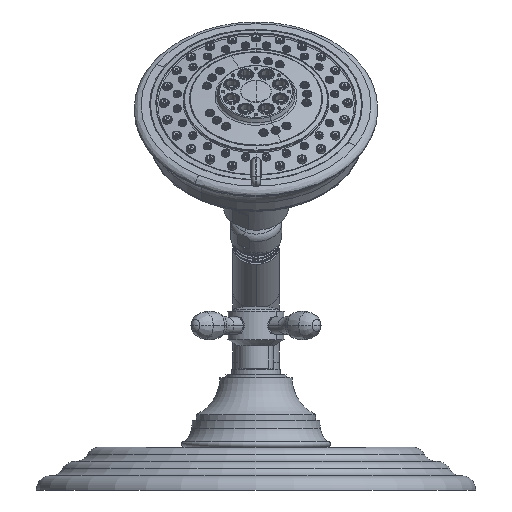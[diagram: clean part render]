
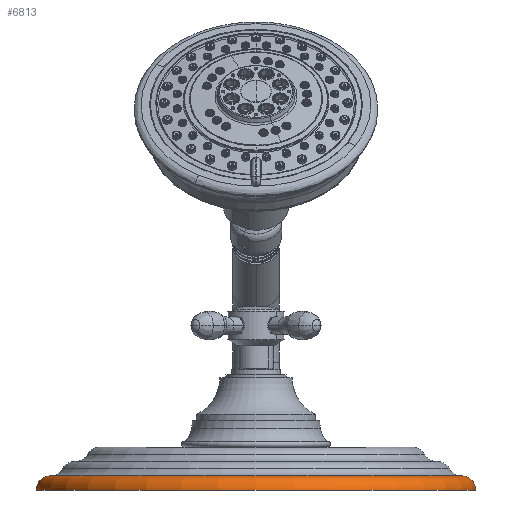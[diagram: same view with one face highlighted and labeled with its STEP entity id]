
A CAD part, front view. The second image highlights one B-rep face of the part: STEP entity #6813.
In plain terms, the highlighted toroidal (fillet/blend) face has major radius 92.075 mm and minor radius 6.35 mm.
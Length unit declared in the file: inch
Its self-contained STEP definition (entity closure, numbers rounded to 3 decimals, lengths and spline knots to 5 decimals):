
#1720=CARTESIAN_POINT('',(0.,0.,0.25));
#1721=DIRECTION('',(0.,0.,-1.));
#1722=DIRECTION('',(1.,0.,0.));
#1723=AXIS2_PLACEMENT_3D('',#1720,#1721,#1722);
#1745=CARTESIAN_POINT('',(3.625,0.,0.));
#1746=DIRECTION('',(0.,-1.,0.));
#1747=DIRECTION('',(1.,0.,0.));
#1748=AXIS2_PLACEMENT_3D('',#1745,#1746,#1747);
#1750=CARTESIAN_POINT('',(-3.625,0.,0.));
#1751=DIRECTION('',(0.,1.,0.));
#1752=DIRECTION('',(-1.,0.,0.));
#1753=AXIS2_PLACEMENT_3D('',#1750,#1751,#1752);
#1755=CARTESIAN_POINT('',(0.,0.,0.));
#1756=DIRECTION('',(0.,0.,-1.));
#1757=DIRECTION('',(1.,0.,0.));
#1758=AXIS2_PLACEMENT_3D('',#1755,#1756,#1757);
#3882=CARTESIAN_POINT('',(3.625,0.,0.25));
#3884=VERTEX_POINT('',#3882);
#3892=CARTESIAN_POINT('',(-3.625,0.,0.25));
#3894=VERTEX_POINT('',#3892);
#4466=CARTESIAN_POINT('',(3.875,0.,0.));
#4467=CARTESIAN_POINT('',(-3.875,0.,0.));
#4468=VERTEX_POINT('',#4466);
#4469=VERTEX_POINT('',#4467);
#6802=CARTESIAN_POINT('',(0.,0.,0.));
#6803=DIRECTION('',(0.,0.,-1.));
#6804=DIRECTION('',(-1.,0.,0.));
#6805=AXIS2_PLACEMENT_3D('',#6802,#6803,#6804);
#6806=TOROIDAL_SURFACE('',#6805,3.625,0.25);
#6807=ORIENTED_EDGE('',*,*,#6796,.T.);
#6808=ORIENTED_EDGE('',*,*,#6786,.T.);
#6809=ORIENTED_EDGE('',*,*,#6755,.F.);
#6810=ORIENTED_EDGE('',*,*,#6783,.F.);
#6811=EDGE_LOOP('',(#6807,#6808,#6809,#6810));
#6812=FACE_OUTER_BOUND('',#6811,.F.);
#6813=ADVANCED_FACE('',(#6812),#6806,.T.);
#1724=CIRCLE('',#1723,3.625);
#1749=CIRCLE('',#1748,0.25);
#1754=CIRCLE('',#1753,0.25);
#1759=CIRCLE('',#1758,3.875);
#6755=EDGE_CURVE('',#3884,#3894,#1724,.T.);
#6783=EDGE_CURVE('',#4468,#3884,#1749,.T.);
#6786=EDGE_CURVE('',#4469,#3894,#1754,.T.);
#6796=EDGE_CURVE('',#4468,#4469,#1759,.T.);
